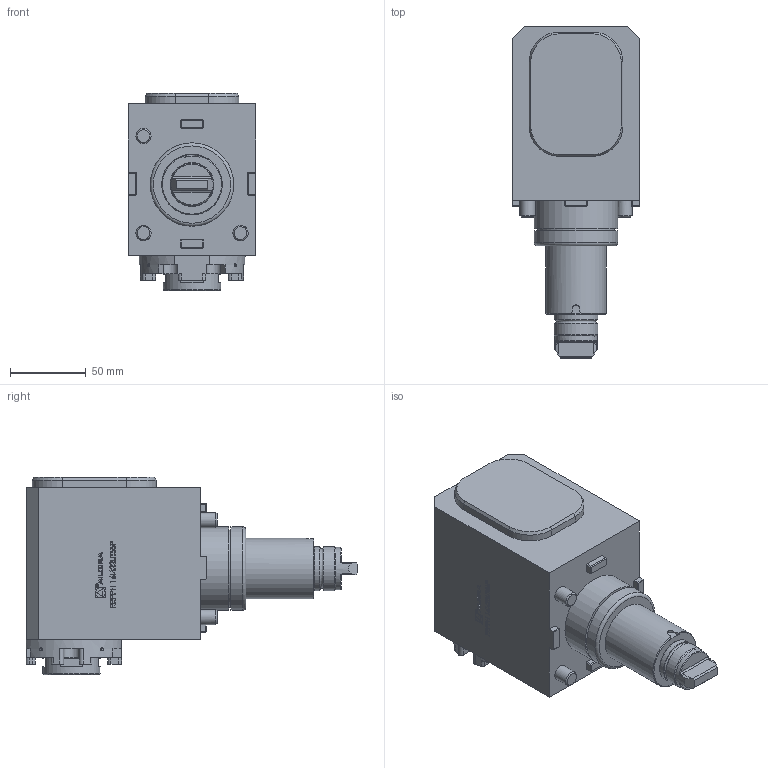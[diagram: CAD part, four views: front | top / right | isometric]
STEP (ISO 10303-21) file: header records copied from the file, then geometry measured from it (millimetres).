
FILE_DESCRIPTION (( 'STEP AP214' ), '1' );
FILE_NAME ('RRPPH16I422UT55P.STEP', '2025-07-10T11:56:44', ( '' ), ( '' ), 'SwSTEP 2.0', 'SolidWorks 2023', '' );
FILE_SCHEMA (( 'AUTOMOTIVE_DESIGN' ));
Length unit declared in the file: millimetre
Products named in the file (1): RRPPH16I422UT55P
Bounding box: 84 x 219 x 130.2 mm (x, y, z)
Volume: 1195439 mm3; surface area: 80540.9 mm2
Topology: 1 solids, 1 shells, 570 faces, 1495 edges, 987 vertices
Faces by surface type: plane 379, cylinder 83, bspline 81, cone 25, torus 2
Full cylindrical faces by diameter (mm): 1.7 x1, 2.1 x1, 6.366 x1, 10 x3, 28 x1, 29 x2, 38 x1, 40 x1, 50.8 x1, 55 x2
Entity records: 26051 total; most frequent: CARTESIAN_POINT 9035, ORIENTED_EDGE 2924, DIRECTION 2434, EDGE_CURVE 1462, VECTOR 1062, LINE 1062, VERTEX_POINT 977, AXIS2_PLACEMENT_3D 686
